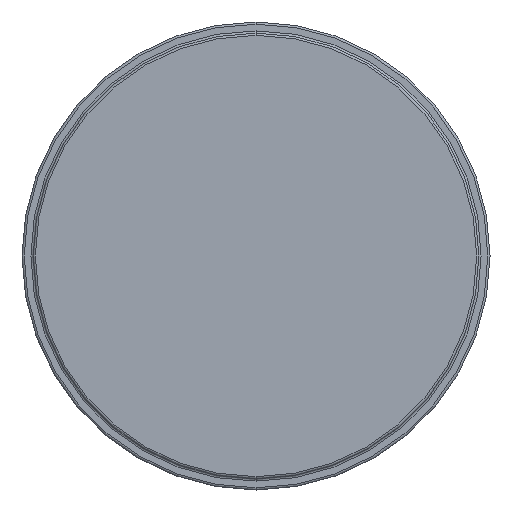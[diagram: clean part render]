
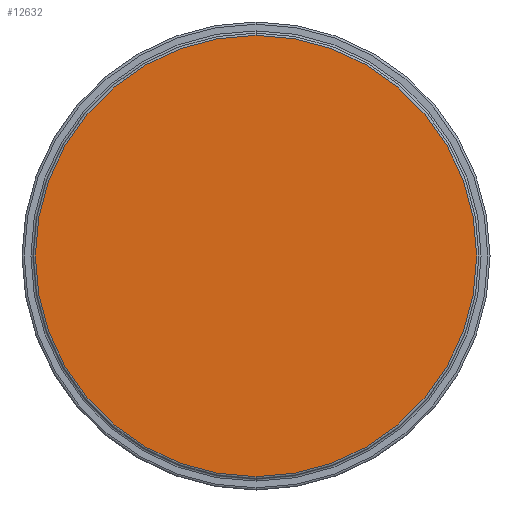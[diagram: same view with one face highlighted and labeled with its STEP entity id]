
A CAD part, front view. The second image highlights one B-rep face of the part: STEP entity #12632.
In plain terms, the highlighted planar face has unit normal (0, -1, 0).
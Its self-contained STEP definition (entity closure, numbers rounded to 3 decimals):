
#92 = CARTESIAN_POINT ( 'NONE',  ( 0., 0., 0. ) ) ;
#1883 = DIRECTION ( 'NONE',  ( 0., 0., 1. ) ) ;
#2880 = CARTESIAN_POINT ( 'NONE',  ( 0., 0., 0. ) ) ;
#6792 = DIRECTION ( 'NONE',  ( 0., 0., 1. ) ) ;
#7980 = DIRECTION ( 'NONE',  ( 0., -1., 0. ) ) ;
#8011 = DIRECTION ( 'NONE',  ( 0., 0., 1. ) ) ;
#8227 = CARTESIAN_POINT ( 'NONE',  ( 0., 0., 0. ) ) ;
#8504 = AXIS2_PLACEMENT_3D ( 'NONE', #8227, #7980, #1883 ) ;
#8601 = FACE_OUTER_BOUND ( 'NONE', #18609, .T. ) ;
#12133 = AXIS2_PLACEMENT_3D ( 'NONE', #92, #17612, #8011 ) ;
#12632 = ADVANCED_FACE ( 'NONE', ( #8601 ), #22502, .F. ) ;
#12633 = CIRCLE ( 'NONE', #8504, 19.8 ) ;
#12747 = DIRECTION ( 'NONE',  ( 0., 1., 0. ) ) ;
#13109 = EDGE_CURVE ( 'NONE', #20030, #17256, #12633, .T. ) ;
#15153 = CARTESIAN_POINT ( 'NONE',  ( 0., 0., -19.8 ) ) ;
#15849 = CIRCLE ( 'NONE', #12133, 19.8 ) ;
#16432 = AXIS2_PLACEMENT_3D ( 'NONE', #2880, #12747, #6792 ) ;
#17256 = VERTEX_POINT ( 'NONE', #25160 ) ;
#17359 = EDGE_CURVE ( 'NONE', #17256, #20030, #15849, .T. ) ;
#17612 = DIRECTION ( 'NONE',  ( 0., -1., 0. ) ) ;
#18609 = EDGE_LOOP ( 'NONE', ( #23058, #21962 ) ) ;
#20030 = VERTEX_POINT ( 'NONE', #15153 ) ;
#21962 = ORIENTED_EDGE ( 'NONE', *, *, #13109, .T. ) ;
#22502 = PLANE ( 'NONE',  #16432 ) ;
#23058 = ORIENTED_EDGE ( 'NONE', *, *, #17359, .T. ) ;
#25160 = CARTESIAN_POINT ( 'NONE',  ( 0., 0., 19.8 ) ) ;
